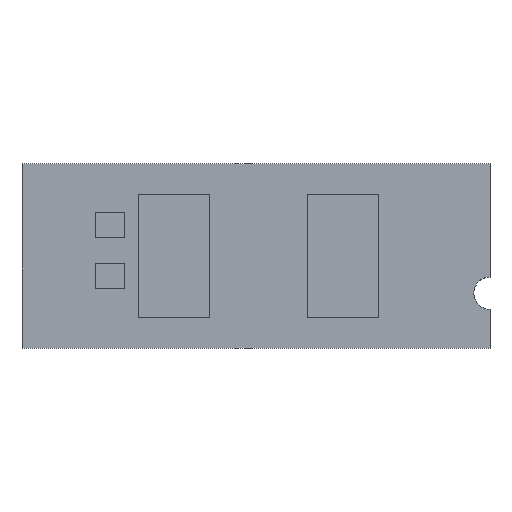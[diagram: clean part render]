
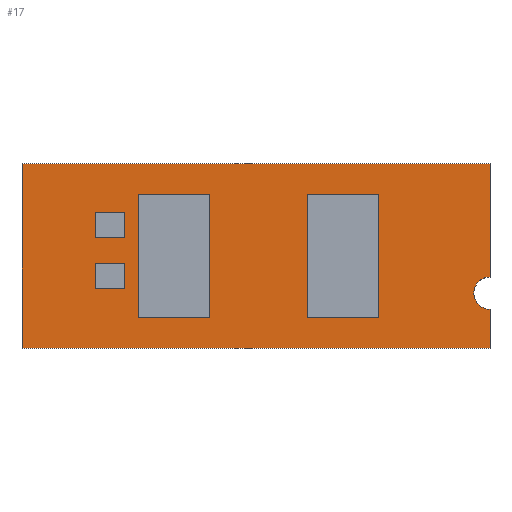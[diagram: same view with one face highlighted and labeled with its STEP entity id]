
A CAD part, top view. The second image highlights one B-rep face of the part: STEP entity #17.
In plain terms, the highlighted planar face has unit normal (0, 0, 1).
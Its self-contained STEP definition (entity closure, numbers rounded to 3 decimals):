
#17 = ADVANCED_FACE('',(#18,#69,#103,#137,#171),#205,.T.);
#18 = FACE_BOUND('',#19,.T.);
#19 = EDGE_LOOP('',(#20,#31,#39,#47,#55,#63));
#20 = ORIENTED_EDGE('',*,*,#21,.F.);
#21 = EDGE_CURVE('',#22,#24,#26,.T.);
#22 = VERTEX_POINT('',#23);
#23 = CARTESIAN_POINT('',(28.95,-2.6,5.25));
#24 = VERTEX_POINT('',#25);
#25 = CARTESIAN_POINT('',(28.95,-6.6,5.25));
#26 = CIRCLE('',#27,2.);
#27 = AXIS2_PLACEMENT_3D('',#28,#29,#30);
#28 = CARTESIAN_POINT('',(28.95,-4.6,5.25));
#29 = DIRECTION('',(0.,0.,1.));
#30 = DIRECTION('',(0.,-1.,0.));
#31 = ORIENTED_EDGE('',*,*,#32,.T.);
#32 = EDGE_CURVE('',#22,#33,#35,.T.);
#33 = VERTEX_POINT('',#34);
#34 = CARTESIAN_POINT('',(28.95,11.4,5.25));
#35 = LINE('',#36,#37);
#36 = CARTESIAN_POINT('',(28.95,11.4,5.25));
#37 = VECTOR('',#38,1.);
#38 = DIRECTION('',(0.,1.,0.));
#39 = ORIENTED_EDGE('',*,*,#40,.T.);
#40 = EDGE_CURVE('',#33,#41,#43,.T.);
#41 = VERTEX_POINT('',#42);
#42 = CARTESIAN_POINT('',(-28.95,11.4,5.25));
#43 = LINE('',#44,#45);
#44 = CARTESIAN_POINT('',(-28.95,11.4,5.25));
#45 = VECTOR('',#46,1.);
#46 = DIRECTION('',(-1.,0.,0.));
#47 = ORIENTED_EDGE('',*,*,#48,.T.);
#48 = EDGE_CURVE('',#41,#49,#51,.T.);
#49 = VERTEX_POINT('',#50);
#50 = CARTESIAN_POINT('',(-28.95,-11.4,5.25));
#51 = LINE('',#52,#53);
#52 = CARTESIAN_POINT('',(-28.95,11.4,5.25));
#53 = VECTOR('',#54,1.);
#54 = DIRECTION('',(0.,-1.,0.));
#55 = ORIENTED_EDGE('',*,*,#56,.T.);
#56 = EDGE_CURVE('',#49,#57,#59,.T.);
#57 = VERTEX_POINT('',#58);
#58 = CARTESIAN_POINT('',(28.95,-11.4,5.25));
#59 = LINE('',#60,#61);
#60 = CARTESIAN_POINT('',(-28.95,-11.4,5.25));
#61 = VECTOR('',#62,1.);
#62 = DIRECTION('',(1.,0.,0.));
#63 = ORIENTED_EDGE('',*,*,#64,.T.);
#64 = EDGE_CURVE('',#57,#24,#65,.T.);
#65 = LINE('',#66,#67);
#66 = CARTESIAN_POINT('',(28.95,11.4,5.25));
#67 = VECTOR('',#68,1.);
#68 = DIRECTION('',(0.,1.,0.));
#69 = FACE_BOUND('',#70,.T.);
#70 = EDGE_LOOP('',(#71,#81,#89,#97));
#71 = ORIENTED_EDGE('',*,*,#72,.F.);
#72 = EDGE_CURVE('',#73,#75,#77,.T.);
#73 = VERTEX_POINT('',#74);
#74 = CARTESIAN_POINT('',(-14.593,7.655,5.25));
#75 = VERTEX_POINT('',#76);
#76 = CARTESIAN_POINT('',(-14.593,-7.655,5.25));
#77 = LINE('',#78,#79);
#78 = CARTESIAN_POINT('',(-14.593,7.655,5.25));
#79 = VECTOR('',#80,1.);
#80 = DIRECTION('',(0.,-1.,0.));
#81 = ORIENTED_EDGE('',*,*,#82,.F.);
#82 = EDGE_CURVE('',#83,#73,#85,.T.);
#83 = VERTEX_POINT('',#84);
#84 = CARTESIAN_POINT('',(-5.798,7.655,5.25));
#85 = LINE('',#86,#87);
#86 = CARTESIAN_POINT('',(-14.593,7.655,5.25));
#87 = VECTOR('',#88,1.);
#88 = DIRECTION('',(-1.,0.,0.));
#89 = ORIENTED_EDGE('',*,*,#90,.F.);
#90 = EDGE_CURVE('',#91,#83,#93,.T.);
#91 = VERTEX_POINT('',#92);
#92 = CARTESIAN_POINT('',(-5.798,-7.655,5.25));
#93 = LINE('',#94,#95);
#94 = CARTESIAN_POINT('',(-5.798,7.655,5.25));
#95 = VECTOR('',#96,1.);
#96 = DIRECTION('',(0.,1.,0.));
#97 = ORIENTED_EDGE('',*,*,#98,.F.);
#98 = EDGE_CURVE('',#75,#91,#99,.T.);
#99 = LINE('',#100,#101);
#100 = CARTESIAN_POINT('',(-14.593,-7.655,5.25));
#101 = VECTOR('',#102,1.);
#102 = DIRECTION('',(1.,0.,0.));
#103 = FACE_BOUND('',#104,.T.);
#104 = EDGE_LOOP('',(#105,#115,#123,#131));
#105 = ORIENTED_EDGE('',*,*,#106,.F.);
#106 = EDGE_CURVE('',#107,#109,#111,.T.);
#107 = VERTEX_POINT('',#108);
#108 = CARTESIAN_POINT('',(-19.856,5.423,5.25));
#109 = VERTEX_POINT('',#110);
#110 = CARTESIAN_POINT('',(-19.856,2.319,5.25));
#111 = LINE('',#112,#113);
#112 = CARTESIAN_POINT('',(-19.856,5.423,5.25));
#113 = VECTOR('',#114,1.);
#114 = DIRECTION('',(0.,-1.,0.));
#115 = ORIENTED_EDGE('',*,*,#116,.F.);
#116 = EDGE_CURVE('',#117,#107,#119,.T.);
#117 = VERTEX_POINT('',#118);
#118 = CARTESIAN_POINT('',(-16.268,5.423,5.25));
#119 = LINE('',#120,#121);
#120 = CARTESIAN_POINT('',(-19.856,5.423,5.25));
#121 = VECTOR('',#122,1.);
#122 = DIRECTION('',(-1.,0.,0.));
#123 = ORIENTED_EDGE('',*,*,#124,.F.);
#124 = EDGE_CURVE('',#125,#117,#127,.T.);
#125 = VERTEX_POINT('',#126);
#126 = CARTESIAN_POINT('',(-16.268,2.319,5.25));
#127 = LINE('',#128,#129);
#128 = CARTESIAN_POINT('',(-16.268,5.423,5.25));
#129 = VECTOR('',#130,1.);
#130 = DIRECTION('',(0.,1.,0.));
#131 = ORIENTED_EDGE('',*,*,#132,.F.);
#132 = EDGE_CURVE('',#109,#125,#133,.T.);
#133 = LINE('',#134,#135);
#134 = CARTESIAN_POINT('',(-19.856,2.319,5.25));
#135 = VECTOR('',#136,1.);
#136 = DIRECTION('',(1.,0.,0.));
#137 = FACE_BOUND('',#138,.T.);
#138 = EDGE_LOOP('',(#139,#149,#157,#165));
#139 = ORIENTED_EDGE('',*,*,#140,.F.);
#140 = EDGE_CURVE('',#141,#143,#145,.T.);
#141 = VERTEX_POINT('',#142);
#142 = CARTESIAN_POINT('',(-19.856,-0.877,5.25));
#143 = VERTEX_POINT('',#144);
#144 = CARTESIAN_POINT('',(-19.856,-3.981,5.25));
#145 = LINE('',#146,#147);
#146 = CARTESIAN_POINT('',(-19.856,-0.877,5.25));
#147 = VECTOR('',#148,1.);
#148 = DIRECTION('',(0.,-1.,0.));
#149 = ORIENTED_EDGE('',*,*,#150,.F.);
#150 = EDGE_CURVE('',#151,#141,#153,.T.);
#151 = VERTEX_POINT('',#152);
#152 = CARTESIAN_POINT('',(-16.268,-0.877,5.25));
#153 = LINE('',#154,#155);
#154 = CARTESIAN_POINT('',(-19.856,-0.877,5.25));
#155 = VECTOR('',#156,1.);
#156 = DIRECTION('',(-1.,0.,0.));
#157 = ORIENTED_EDGE('',*,*,#158,.F.);
#158 = EDGE_CURVE('',#159,#151,#161,.T.);
#159 = VERTEX_POINT('',#160);
#160 = CARTESIAN_POINT('',(-16.268,-3.981,5.25));
#161 = LINE('',#162,#163);
#162 = CARTESIAN_POINT('',(-16.268,-0.877,5.25));
#163 = VECTOR('',#164,1.);
#164 = DIRECTION('',(0.,1.,0.));
#165 = ORIENTED_EDGE('',*,*,#166,.F.);
#166 = EDGE_CURVE('',#143,#159,#167,.T.);
#167 = LINE('',#168,#169);
#168 = CARTESIAN_POINT('',(-19.856,-3.981,5.25));
#169 = VECTOR('',#170,1.);
#170 = DIRECTION('',(1.,0.,0.));
#171 = FACE_BOUND('',#172,.T.);
#172 = EDGE_LOOP('',(#173,#183,#191,#199));
#173 = ORIENTED_EDGE('',*,*,#174,.F.);
#174 = EDGE_CURVE('',#175,#177,#179,.T.);
#175 = VERTEX_POINT('',#176);
#176 = CARTESIAN_POINT('',(6.379,7.655,5.25));
#177 = VERTEX_POINT('',#178);
#178 = CARTESIAN_POINT('',(6.379,-7.655,5.25));
#179 = LINE('',#180,#181);
#180 = CARTESIAN_POINT('',(6.379,7.655,5.25));
#181 = VECTOR('',#182,1.);
#182 = DIRECTION('',(0.,-1.,0.));
#183 = ORIENTED_EDGE('',*,*,#184,.F.);
#184 = EDGE_CURVE('',#185,#175,#187,.T.);
#185 = VERTEX_POINT('',#186);
#186 = CARTESIAN_POINT('',(15.174,7.655,5.25));
#187 = LINE('',#188,#189);
#188 = CARTESIAN_POINT('',(6.379,7.655,5.25));
#189 = VECTOR('',#190,1.);
#190 = DIRECTION('',(-1.,0.,0.));
#191 = ORIENTED_EDGE('',*,*,#192,.F.);
#192 = EDGE_CURVE('',#193,#185,#195,.T.);
#193 = VERTEX_POINT('',#194);
#194 = CARTESIAN_POINT('',(15.174,-7.655,5.25));
#195 = LINE('',#196,#197);
#196 = CARTESIAN_POINT('',(15.174,7.655,5.25));
#197 = VECTOR('',#198,1.);
#198 = DIRECTION('',(0.,1.,0.));
#199 = ORIENTED_EDGE('',*,*,#200,.F.);
#200 = EDGE_CURVE('',#177,#193,#201,.T.);
#201 = LINE('',#202,#203);
#202 = CARTESIAN_POINT('',(6.379,-7.655,5.25));
#203 = VECTOR('',#204,1.);
#204 = DIRECTION('',(1.,0.,0.));
#205 = PLANE('',#206);
#206 = AXIS2_PLACEMENT_3D('',#207,#208,#209);
#207 = CARTESIAN_POINT('',(0.,0.,5.25
    ));
#208 = DIRECTION('',(0.,0.,1.));
#209 = DIRECTION('',(0.,-1.,0.));
